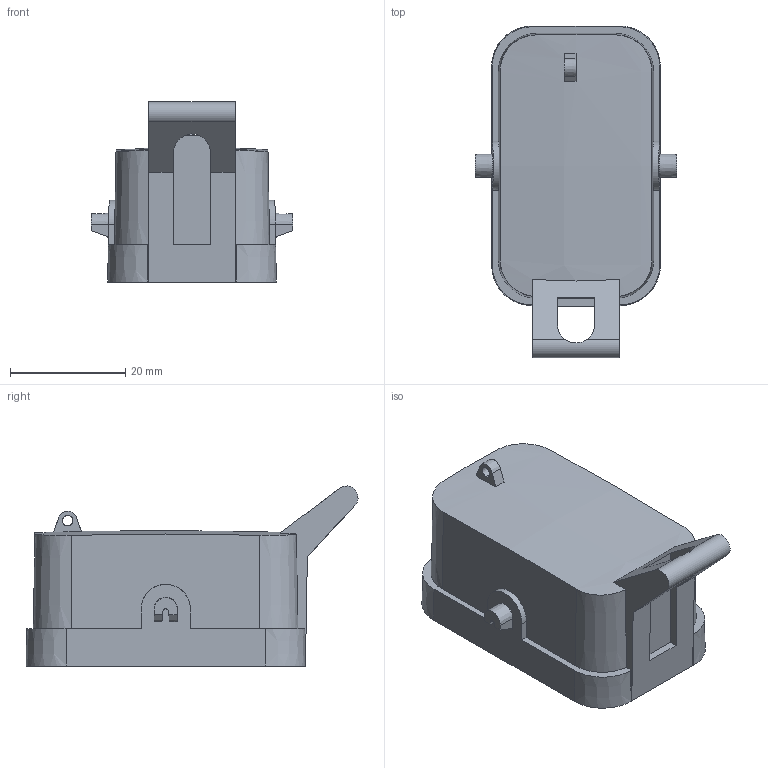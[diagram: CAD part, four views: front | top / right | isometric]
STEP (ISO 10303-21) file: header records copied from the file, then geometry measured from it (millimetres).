
FILE_DESCRIPTION(('CATIA V5 STEP Exchange','CAx-IF Rec.Pracs.--- Model Styling and Organization---1.4--- 2014-01-23'),'2;1');
FILE_NAME ('009943-2_1', '2020-02-11T06:40:41+00:00', ('none'), ('Weidmueller'), 'CATIA Version 5-6 Release 2016 SP3 HF44', 'CATIA V5 STEP AP214', 'none');
FILE_SCHEMA(('AUTOMOTIVE_DESIGN { 1 0 10303 214 1 1 1 1 }'));
Length unit declared in the file: millimetre
Products named in the file (1): 1251670000
Bounding box: 34.9 x 57.53 x 31.2 mm (x, y, z)
Volume: 8384.4 mm3; surface area: 9161.6 mm2
Topology: 1 solids, 1 shells, 86 faces, 242 edges, 161 vertices
Faces by surface type: plane 53, cone 17, cylinder 14, revolution 2
Entity records: 2891 total; most frequent: CARTESIAN_POINT 819, ORIENTED_EDGE 484, DIRECTION 319, EDGE_CURVE 242, VERTEX_POINT 161, VECTOR 148, LINE 148, AXIS2_PLACEMENT_3D 100
